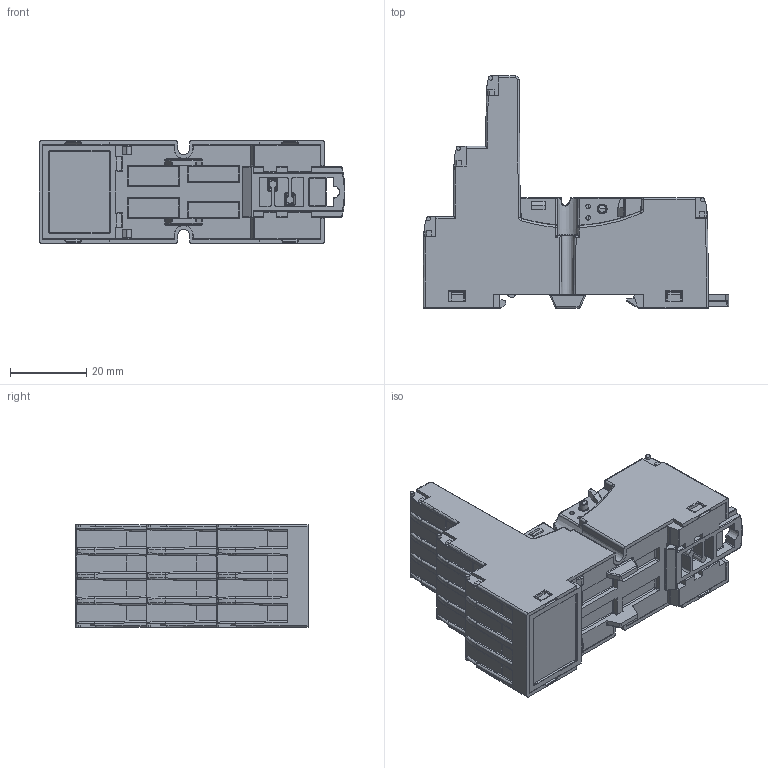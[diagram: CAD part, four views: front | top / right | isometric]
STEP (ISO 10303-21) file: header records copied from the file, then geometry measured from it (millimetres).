
FILE_DESCRIPTION (( 'STEP AP214' ), '1' );
FILE_NAME ('GZM2.STEP', '2016-05-30T08:27:28', ( '' ), ( '' ), 'SwSTEP 2.0', 'SolidWorks 2016', '' );
FILE_SCHEMA (( 'AUTOMOTIVE_DESIGN' ));
Length unit declared in the file: millimetre
Products named in the file (4): GZM2; GZT4-0015 - Wkrêt krzy¿owy M3x8; Podstawa GZM2; GZM-2000.1 Zaczep na szynê DIN
Assembly tree (11 placements, depth 2):
  GZM2
    Podstawa GZM2
    GZM-2000.1 Zaczep na szynê DIN
    GZT4-0015 - Wkrêt krzy¿owy M3x8  x9
Bounding box: 80.38 x 61 x 26.9 mm (x, y, z)
Volume: 57099.7 mm3; surface area: 23286.9 mm2
Topology: 11 solids, 26 shells, 2764 faces, 6912 edges, 4144 vertices
Faces by surface type: plane 1256, cylinder 692, bspline 352, torus 242, sphere 126, cone 96
Entity records: 61880 total; most frequent: CARTESIAN_POINT 16168, ORIENTED_EDGE 10068, DIRECTION 8877, EDGE_CURVE 5034, VERTEX_POINT 3160, VECTOR 3155, LINE 3155, AXIS2_PLACEMENT_3D 2861
